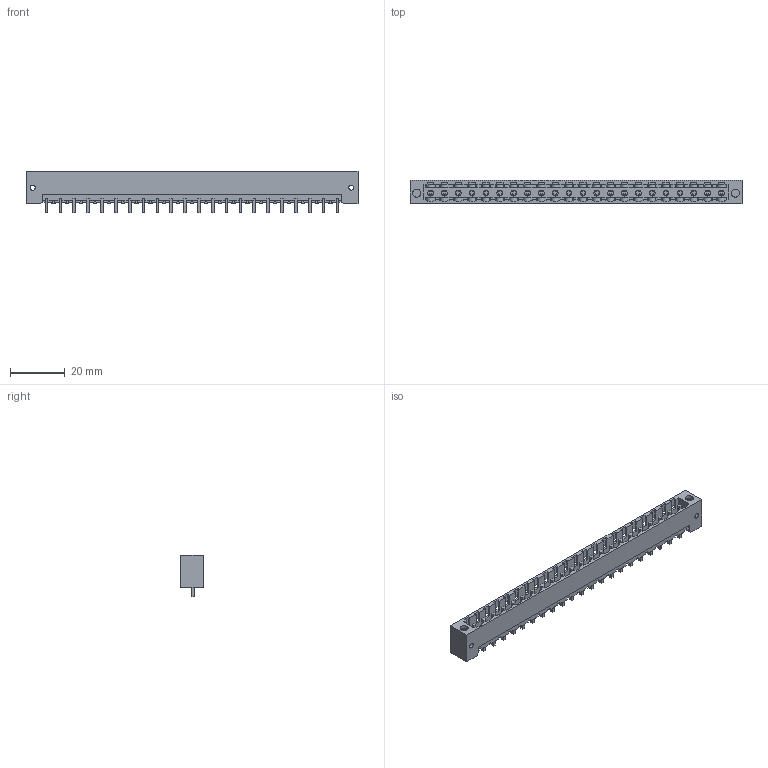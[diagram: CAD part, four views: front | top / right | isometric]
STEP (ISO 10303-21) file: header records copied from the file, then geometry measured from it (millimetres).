
FILE_DESCRIPTION(('CATIA V5 STEP Exchange','CAx-IF Rec.Pracs.--- Model Styling and Organization---1.2---2011-12-15'),'2;1');
FILE_NAME ('D1456991_0_1837950000_1837950000.stp','2018-03-31T12:26:58+00:00',('none'),('Weidmueller'),'CATIA Version 5-6 Release 2014','CATIA V5 STEP AP214','none');
FILE_SCHEMA(('AUTOMOTIVE_DESIGN { 1 0 10303 214 1 1 1 1 }'));
Length unit declared in the file: millimetre
Products named in the file (1): 1837950000
Bounding box: 121.76 x 8.43 x 15.2 mm (x, y, z)
Volume: 4383.2 mm3; surface area: 10552.2 mm2
Topology: 23 solids, 23 shells, 1335 faces, 4235 edges, 2909 vertices
Faces by surface type: plane 1088, cylinder 225, extrusion 22
Entity records: 49024 total; most frequent: CARTESIAN_POINT 10722, ORIENTED_EDGE 8470, DIRECTION 6486, EDGE_CURVE 4235, VECTOR 3420, LINE 3398, VERTEX_POINT 2909, AXIS2_PLACEMENT_3D 1753
